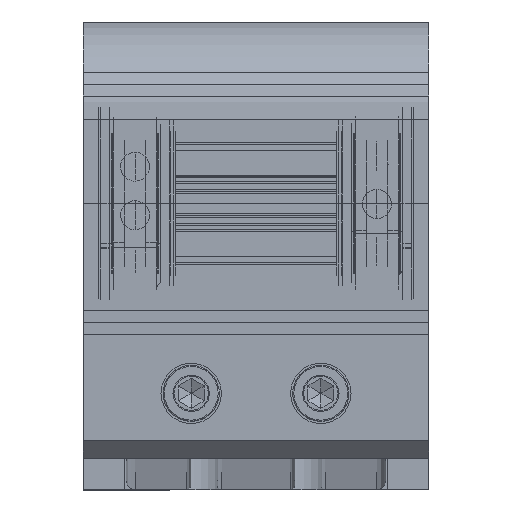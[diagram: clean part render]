
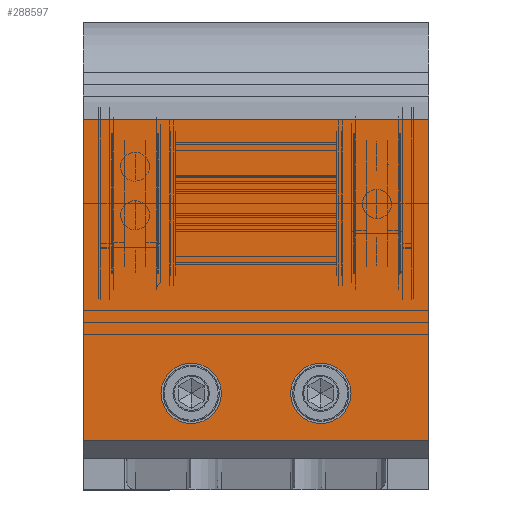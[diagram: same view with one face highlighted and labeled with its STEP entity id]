
A CAD part, top view. The second image highlights one B-rep face of the part: STEP entity #288597.
In plain terms, the highlighted planar face has unit normal (0, 0, 1).
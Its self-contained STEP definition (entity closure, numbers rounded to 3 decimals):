
#3526 = DIRECTION ( 'NONE',  ( 1., 0., 0. ) ) ;
#10841 = VERTEX_POINT ( 'NONE', #27179 ) ;
#15881 = CARTESIAN_POINT ( 'NONE',  ( 185.798, 159.238, 570.351 ) ) ;
#18080 = LINE ( 'NONE', #183372, #337897 ) ;
#24585 = EDGE_CURVE ( 'NONE', #50138, #317438, #140865, .T. ) ;
#27179 = CARTESIAN_POINT ( 'NONE',  ( 153.798, 174.238, 570.351 ) ) ;
#30391 = ORIENTED_EDGE ( 'NONE', *, *, #99583, .F. ) ;
#32158 = AXIS2_PLACEMENT_3D ( 'NONE', #15881, #344564, #98525 ) ;
#33995 = CARTESIAN_POINT ( 'NONE',  ( 185.798, 237.738, 570.351 ) ) ;
#35357 = EDGE_CURVE ( 'NONE', #134503, #319749, #342244, .T. ) ;
#35679 = ORIENTED_EDGE ( 'NONE', *, *, #260475, .F. ) ;
#40409 = DIRECTION ( 'NONE',  ( 0., 0., 1. ) ) ;
#41455 = EDGE_LOOP ( 'NONE', ( #210735, #306341, #30391, #90743 ) ) ;
#47600 = CARTESIAN_POINT ( 'NONE',  ( 130.798, 174.238, 570.351 ) ) ;
#48142 = LINE ( 'NONE', #321250, #133396 ) ;
#50138 = VERTEX_POINT ( 'NONE', #84868 ) ;
#56991 = VECTOR ( 'NONE', #100597, 1000. ) ;
#62631 = DIRECTION ( 'NONE',  ( 0., 0., 1. ) ) ;
#63919 = CARTESIAN_POINT ( 'NONE',  ( 185.798, 163.238, 570.351 ) ) ;
#65623 = CARTESIAN_POINT ( 'NONE',  ( 185.798, 163.238, 570.351 ) ) ;
#67991 = PLANE ( 'NONE',  #32158 ) ;
#71672 = EDGE_LOOP ( 'NONE', ( #270344, #353309 ) ) ;
#81066 = VERTEX_POINT ( 'NONE', #248759 ) ;
#84868 = CARTESIAN_POINT ( 'NONE',  ( 137.798, 174.238, 570.351 ) ) ;
#90743 = ORIENTED_EDGE ( 'NONE', *, *, #180710, .T. ) ;
#94134 = CARTESIAN_POINT ( 'NONE',  ( 123.798, 174.238, 570.351 ) ) ;
#98525 = DIRECTION ( 'NONE',  ( -1., 0., 0. ) ) ;
#99583 = EDGE_CURVE ( 'NONE', #232097, #319749, #285695, .T. ) ;
#100597 = DIRECTION ( 'NONE',  ( 0., -1., 0. ) ) ;
#108457 = CARTESIAN_POINT ( 'NONE',  ( 160.798, 174.238, 570.351 ) ) ;
#113625 = CIRCLE ( 'NONE', #205460, 7. ) ;
#117773 = CARTESIAN_POINT ( 'NONE',  ( 130.798, 174.238, 570.351 ) ) ;
#122323 = EDGE_LOOP ( 'NONE', ( #262165, #35679 ) ) ;
#125501 = CIRCLE ( 'NONE', #223073, 7. ) ;
#133396 = VECTOR ( 'NONE', #155980, 1000. ) ;
#134503 = VERTEX_POINT ( 'NONE', #300296 ) ;
#135422 = AXIS2_PLACEMENT_3D ( 'NONE', #108457, #218143, #300589 ) ;
#140865 = CIRCLE ( 'NONE', #352798, 7. ) ;
#146981 = CIRCLE ( 'NONE', #135422, 7. ) ;
#148125 = VERTEX_POINT ( 'NONE', #266997 ) ;
#149245 = CARTESIAN_POINT ( 'NONE',  ( 185.798, 159.238, 570.351 ) ) ;
#155980 = DIRECTION ( 'NONE',  ( -1., 0., 0. ) ) ;
#178459 = EDGE_CURVE ( 'NONE', #317438, #50138, #125501, .T. ) ;
#180710 = EDGE_CURVE ( 'NONE', #232097, #148125, #48142, .T. ) ;
#183372 = CARTESIAN_POINT ( 'NONE',  ( 105.798, 159.238, 570.351 ) ) ;
#205460 = AXIS2_PLACEMENT_3D ( 'NONE', #276498, #62631, #3526 ) ;
#206429 = FACE_BOUND ( 'NONE', #71672, .T. ) ;
#210735 = ORIENTED_EDGE ( 'NONE', *, *, #338450, .T. ) ;
#218143 = DIRECTION ( 'NONE',  ( 0., 0., 1. ) ) ;
#223073 = AXIS2_PLACEMENT_3D ( 'NONE', #47600, #320692, #238143 ) ;
#232097 = VERTEX_POINT ( 'NONE', #33995 ) ;
#235135 = FACE_OUTER_BOUND ( 'NONE', #41455, .T. ) ;
#238143 = DIRECTION ( 'NONE',  ( 1., 0., 0. ) ) ;
#242632 = DIRECTION ( 'NONE',  ( 0., -1., 0. ) ) ;
#248759 = CARTESIAN_POINT ( 'NONE',  ( 167.798, 174.238, 570.351 ) ) ;
#254261 = DIRECTION ( 'NONE',  ( 1., 0., 0. ) ) ;
#257887 = DIRECTION ( 'NONE',  ( 1., 0., 0. ) ) ;
#260475 = EDGE_CURVE ( 'NONE', #10841, #81066, #146981, .T. ) ;
#262165 = ORIENTED_EDGE ( 'NONE', *, *, #338011, .F. ) ;
#266997 = CARTESIAN_POINT ( 'NONE',  ( 105.798, 237.738, 570.351 ) ) ;
#270344 = ORIENTED_EDGE ( 'NONE', *, *, #24585, .F. ) ;
#276498 = CARTESIAN_POINT ( 'NONE',  ( 160.798, 174.238, 570.351 ) ) ;
#283089 = VECTOR ( 'NONE', #257887, 1000. ) ;
#285695 = LINE ( 'NONE', #149245, #56991 ) ;
#288597 = ADVANCED_FACE ( 'NONE', ( #206429, #314054, #235135 ), #67991, .F. ) ;
#300296 = CARTESIAN_POINT ( 'NONE',  ( 105.798, 163.238, 570.351 ) ) ;
#300589 = DIRECTION ( 'NONE',  ( 1., 0., 0. ) ) ;
#306341 = ORIENTED_EDGE ( 'NONE', *, *, #35357, .T. ) ;
#314054 = FACE_BOUND ( 'NONE', #122323, .T. ) ;
#317438 = VERTEX_POINT ( 'NONE', #94134 ) ;
#319749 = VERTEX_POINT ( 'NONE', #65623 ) ;
#320692 = DIRECTION ( 'NONE',  ( 0., 0., 1. ) ) ;
#321250 = CARTESIAN_POINT ( 'NONE',  ( 185.798, 237.738, 570.351 ) ) ;
#337897 = VECTOR ( 'NONE', #242632, 1000. ) ;
#338011 = EDGE_CURVE ( 'NONE', #81066, #10841, #113625, .T. ) ;
#338450 = EDGE_CURVE ( 'NONE', #148125, #134503, #18080, .T. ) ;
#342244 = LINE ( 'NONE', #63919, #283089 ) ;
#344564 = DIRECTION ( 'NONE',  ( 0., 0., -1. ) ) ;
#352798 = AXIS2_PLACEMENT_3D ( 'NONE', #117773, #40409, #254261 ) ;
#353309 = ORIENTED_EDGE ( 'NONE', *, *, #178459, .F. ) ;
